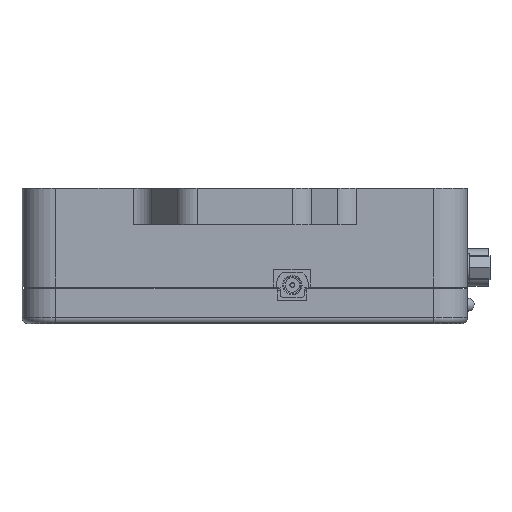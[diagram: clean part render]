
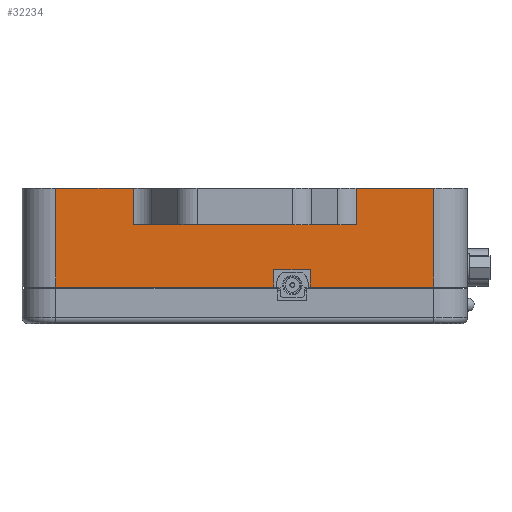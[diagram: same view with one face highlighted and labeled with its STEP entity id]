
A CAD part, front view. The second image highlights one B-rep face of the part: STEP entity #32234.
In plain terms, the highlighted face is planar.
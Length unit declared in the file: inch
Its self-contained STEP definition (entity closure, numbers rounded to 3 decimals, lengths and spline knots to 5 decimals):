
#1560=PLANE('',#36130);
#3818=LINE('',#61086,#6292);
#3822=LINE('',#61106,#6296);
#3829=LINE('',#61130,#6303);
#3856=LINE('',#61218,#6330);
#3861=LINE('',#61234,#6335);
#3920=LINE('',#61407,#6394);
#3922=LINE('',#61411,#6396);
#3923=LINE('',#61413,#6397);
#3924=LINE('',#61415,#6398);
#3925=LINE('',#61417,#6399);
#3926=LINE('',#61419,#6400);
#3927=LINE('',#61420,#6401);
#6292=VECTOR('',#45803,1.22512);
#6296=VECTOR('',#45821,0.2);
#6303=VECTOR('',#45848,0.2);
#6330=VECTOR('',#45939,0.42772);
#6335=VECTOR('',#45952,0.42716);
#6394=VECTOR('',#46103,0.5427);
#6396=VECTOR('',#46107,1.2);
#6397=VECTOR('',#46108,0.095);
#6398=VECTOR('',#46109,0.2);
#6399=VECTOR('',#46110,0.095);
#6400=VECTOR('',#46111,0.68);
#6401=VECTOR('',#46112,0.5427);
#9382=FACE_OUTER_BOUND('',#11663,.T.);
#11663=EDGE_LOOP('',(#29299,#29300,#29301,#29302,#29303,#29304,#29305,#29306,
#29307,#29308,#29309,#29310));
#16067=VERTEX_POINT('',#61084);
#16068=VERTEX_POINT('',#61085);
#16077=VERTEX_POINT('',#61105);
#16084=VERTEX_POINT('',#61129);
#16113=VERTEX_POINT('',#61217);
#16120=VERTEX_POINT('',#61232);
#16188=VERTEX_POINT('',#61405);
#16189=VERTEX_POINT('',#61410);
#16190=VERTEX_POINT('',#61412);
#16191=VERTEX_POINT('',#61414);
#16192=VERTEX_POINT('',#61416);
#16193=VERTEX_POINT('',#61418);
#20460=EDGE_CURVE('',#16067,#16068,#3818,.T.);
#20470=EDGE_CURVE('',#16077,#16067,#3822,.T.);
#20481=EDGE_CURVE('',#16068,#16084,#3829,.T.);
#20524=EDGE_CURVE('',#16113,#16077,#3856,.T.);
#20533=EDGE_CURVE('',#16084,#16120,#3861,.T.);
#20620=EDGE_CURVE('',#16188,#16120,#3920,.T.);
#20622=EDGE_CURVE('',#16189,#16188,#3922,.T.);
#20623=EDGE_CURVE('',#16189,#16190,#3923,.T.);
#20624=EDGE_CURVE('',#16190,#16191,#3924,.T.);
#20625=EDGE_CURVE('',#16191,#16192,#3925,.T.);
#20626=EDGE_CURVE('',#16193,#16192,#3926,.T.);
#20627=EDGE_CURVE('',#16113,#16193,#3927,.T.);
#29299=ORIENTED_EDGE('',*,*,#20481,.T.);
#29300=ORIENTED_EDGE('',*,*,#20533,.T.);
#29301=ORIENTED_EDGE('',*,*,#20620,.F.);
#29302=ORIENTED_EDGE('',*,*,#20622,.F.);
#29303=ORIENTED_EDGE('',*,*,#20623,.T.);
#29304=ORIENTED_EDGE('',*,*,#20624,.T.);
#29305=ORIENTED_EDGE('',*,*,#20625,.T.);
#29306=ORIENTED_EDGE('',*,*,#20626,.F.);
#29307=ORIENTED_EDGE('',*,*,#20627,.F.);
#29308=ORIENTED_EDGE('',*,*,#20524,.T.);
#29309=ORIENTED_EDGE('',*,*,#20470,.T.);
#29310=ORIENTED_EDGE('',*,*,#20460,.T.);
#32234=ADVANCED_FACE('',(#9382),#1560,.T.);
#36130=AXIS2_PLACEMENT_3D('',#61409,#46105,#46106);
#45803=DIRECTION('',(1.,0.,0.));
#45821=DIRECTION('',(0.,1.,0.));
#45848=DIRECTION('',(0.,-1.,0.));
#45939=DIRECTION('',(1.,0.,0.));
#45952=DIRECTION('',(1.,0.,0.));
#46103=DIRECTION('',(0.,-1.,0.));
#46105=DIRECTION('center_axis',(0.,0.,1.));
#46106=DIRECTION('ref_axis',(1.,0.,0.));
#46107=DIRECTION('',(1.,0.,0.));
#46108=DIRECTION('',(0.,-1.,0.));
#46109=DIRECTION('',(-1.,0.,0.));
#46110=DIRECTION('',(0.,1.,0.));
#46111=DIRECTION('',(1.,0.,0.));
#46112=DIRECTION('',(0.,1.,0.));
#61084=CARTESIAN_POINT('',(-0.61228,0.2,1.15033));
#61085=CARTESIAN_POINT('',(0.61284,0.2,1.15033));
#61086=CARTESIAN_POINT('',(-0.61238,0.2,1.15033));
#61105=CARTESIAN_POINT('',(-0.61228,0.,1.15033));
#61106=CARTESIAN_POINT('',(-0.61228,0.,1.15033));
#61129=CARTESIAN_POINT('',(0.61284,0.,1.15033));
#61130=CARTESIAN_POINT('',(0.61284,0.,1.15033));
#61217=CARTESIAN_POINT('',(-1.04,0.,1.15033));
#61218=CARTESIAN_POINT('',(-1.225,0.,1.15033));
#61232=CARTESIAN_POINT('',(1.04,0.,1.15033));
#61234=CARTESIAN_POINT('',(-1.225,0.,1.15033));
#61405=CARTESIAN_POINT('',(1.04,0.5427,1.15033));
#61407=CARTESIAN_POINT('',(1.04,0.,1.15033));
#61409=CARTESIAN_POINT('Origin',(-1.225,0.,1.15033));
#61410=CARTESIAN_POINT('',(-0.16,0.5427,1.15033));
#61411=CARTESIAN_POINT('',(1.225,0.5427,1.15033));
#61412=CARTESIAN_POINT('',(-0.16,0.4477,1.15033));
#61413=CARTESIAN_POINT('',(-0.16,0.31885,1.15033));
#61414=CARTESIAN_POINT('',(-0.36,0.4477,1.15033));
#61415=CARTESIAN_POINT('',(-0.6925,0.4477,1.15033));
#61416=CARTESIAN_POINT('',(-0.36,0.5427,1.15033));
#61417=CARTESIAN_POINT('',(-0.36,0.22385,1.15033));
#61418=CARTESIAN_POINT('',(-1.04,0.5427,1.15033));
#61419=CARTESIAN_POINT('',(1.225,0.5427,1.15033));
#61420=CARTESIAN_POINT('',(-1.04,0.,1.15033));
